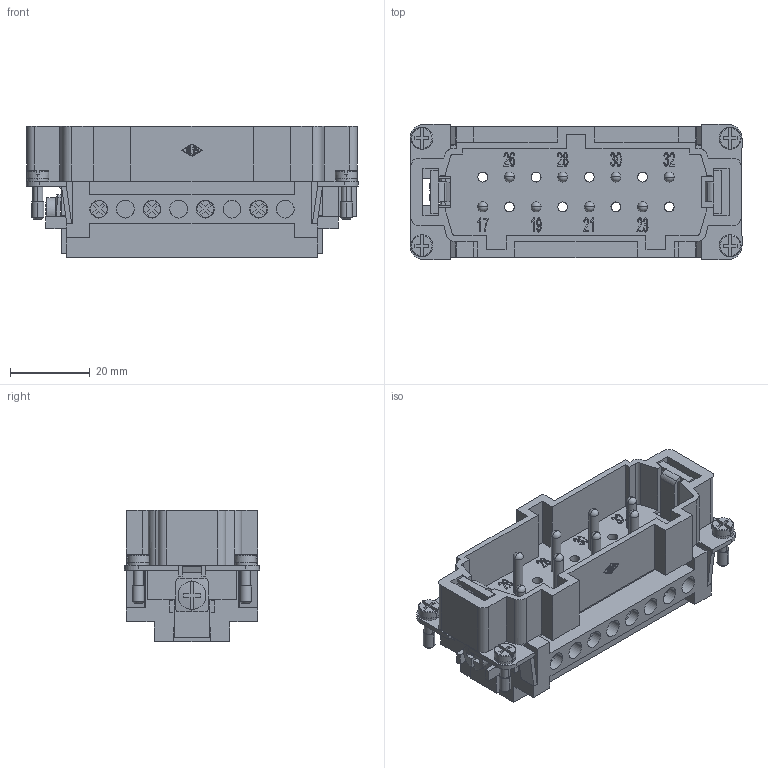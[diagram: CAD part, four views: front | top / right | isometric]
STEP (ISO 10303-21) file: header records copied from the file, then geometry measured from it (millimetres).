
FILE_DESCRIPTION((''),'2;1');
FILE_NAME('CMEM 06 TN.stp','2006-10-31T13:49:30',('gembarski'),(''),'Autodesk Inventor 7','Autodesk Inventor 7','');
FILE_SCHEMA(('AUTOMOTIVE_DESIGN { 1 0 10303 214 1 1 1 1 }'));
Length unit declared in the file: millimetre
Products named in the file (1): CMEM 06 TN
Bounding box: 83.5 x 34 x 33 mm (x, y, z)
Volume: 33062.5 mm3; surface area: 29984 mm2
Topology: 9 solids, 9 shells, 1575 faces, 4341 edges, 2823 vertices
Faces by surface type: plane 720, bspline 594, cylinder 229, sphere 20, torus 8, cone 4
Entity records: 54301 total; most frequent: CARTESIAN_POINT 16810, ORIENTED_EDGE 8638, DIRECTION 6298, EDGE_CURVE 4319, VERTEX_POINT 2815, VECTOR 2752, LINE 2752, AXIS2_PLACEMENT_3D 1773
